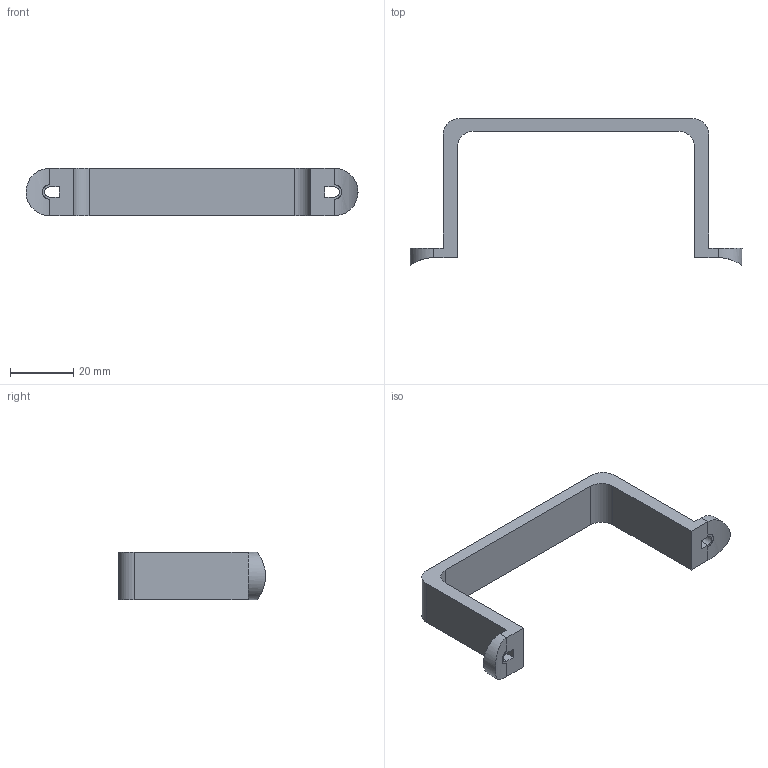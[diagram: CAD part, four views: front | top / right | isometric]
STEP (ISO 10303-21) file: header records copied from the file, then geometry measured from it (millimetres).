
FILE_DESCRIPTION(/* description */ (''),/* implementation_level */ '2;1');
FILE_NAME(/* name */ 'abrazadera_fuente.step',/* time_stamp */ '2023-02-12T15:04:45+01:00',/* author */ (''),/* organization */ (''),/* preprocessor_version */ 'ST-DEVELOPER v19.2',/* originating_system */ 'Autodesk Translation Framework v11.17.0.187',/* authorisation */ '');
FILE_SCHEMA (('AUTOMOTIVE_DESIGN { 1 0 10303 214 3 1 1 }'));
Length unit declared in the file: millimetre
Products named in the file (1): PolyFormer_10_29_2022
Bounding box: 105 x 46.5 x 15 mm (x, y, z)
Volume: 11262 mm3; surface area: 7022.9 mm2
Topology: 1 solids, 1 shells, 28 faces, 80 edges, 52 vertices
Faces by surface type: plane 16, cylinder 12
Entity records: 1046 total; most frequent: CARTESIAN_POINT 231, ORIENTED_EDGE 160, DIRECTION 150, EDGE_CURVE 80, LINE 60, VECTOR 60, VERTEX_POINT 52, AXIS2_PLACEMENT_3D 45
